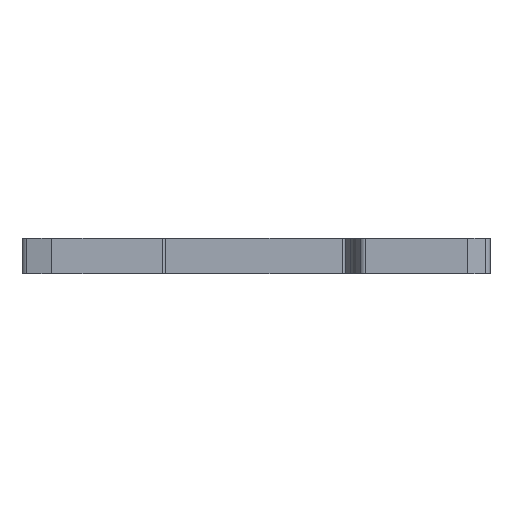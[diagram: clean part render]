
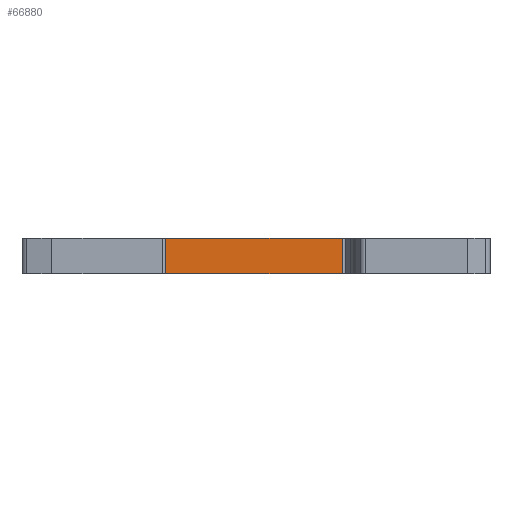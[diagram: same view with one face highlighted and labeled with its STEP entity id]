
A CAD part, front view. The second image highlights one B-rep face of the part: STEP entity #66880.
In plain terms, the highlighted planar face has unit normal (0, -1, 0).
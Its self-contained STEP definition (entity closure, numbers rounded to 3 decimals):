
#24500=CARTESIAN_POINT('',(-17.091,19.1,
2.25));
#24510=DIRECTION('',(0.,0.,-1.));
#24520=VECTOR('',#24510,1.);
#24530=LINE('',#24500,#24520);
#24540=CARTESIAN_POINT('',(-17.091,19.1,
5.3));
#24550=VERTEX_POINT('',#24540);
#24560=CARTESIAN_POINT('',(-17.091,19.1,
-0.8));
#24570=VERTEX_POINT('',#24560);
#24580=EDGE_CURVE('',#24550,#24570,#24530,.T.);
#52140=CARTESIAN_POINT('',(0.,19.1,
-0.8));
#52150=DIRECTION('',(-1.,0.,0.));
#52160=VECTOR('',#52150,1.);
#52170=LINE('',#52140,#52160);
#52180=CARTESIAN_POINT('',(15.15,19.1,
-0.8));
#52190=VERTEX_POINT('',#52180);
#52200=EDGE_CURVE('',#52190,#24570,#52170,.T.);
#59680=CARTESIAN_POINT('',(15.15,19.1,
5.3));
#59690=VERTEX_POINT('',#59680);
#59720=CARTESIAN_POINT('',(-11.7,19.1,
5.3));
#59730=DIRECTION('',(1.,0.,0.));
#59740=VECTOR('',#59730,1.);
#59750=LINE('',#59720,#59740);
#59760=EDGE_CURVE('',#24550,#59690,#59750,.T.);
#62330=CARTESIAN_POINT('',(15.15,19.1,
2.25));
#62340=DIRECTION('',(0.,0.,-1.));
#62350=VECTOR('',#62340,1.);
#62360=LINE('',#62330,#62350);
#62370=EDGE_CURVE('',#59690,#52190,#62360,.T.);
#66770=CARTESIAN_POINT('',(15.15,19.1,
4.5));
#66780=DIRECTION('',(0.,1.,0.));
#66790=DIRECTION('',(-1.,0.,0.));
#66800=AXIS2_PLACEMENT_3D('',#66770,#66780,#66790);
#66810=PLANE('',#66800);
#66820=ORIENTED_EDGE('',*,*,#52200,.F.);
#66830=ORIENTED_EDGE('',*,*,#24580,.T.);
#66840=ORIENTED_EDGE('',*,*,#59760,.F.);
#66850=ORIENTED_EDGE('',*,*,#62370,.F.);
#66860=EDGE_LOOP('',(#66850,#66840,#66830,#66820));
#66870=FACE_OUTER_BOUND('',#66860,.T.);
#66880=ADVANCED_FACE('',(#66870),#66810,.F.);
